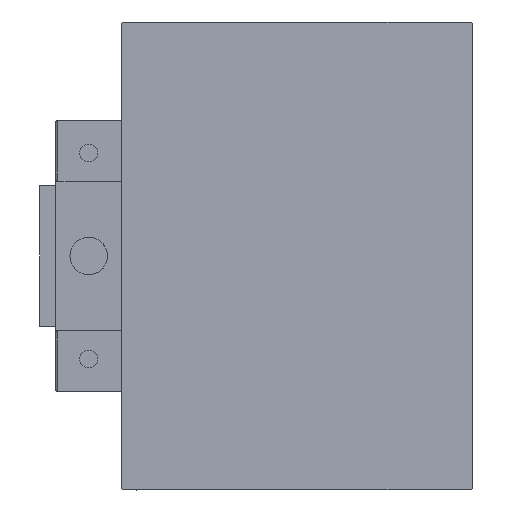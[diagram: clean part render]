
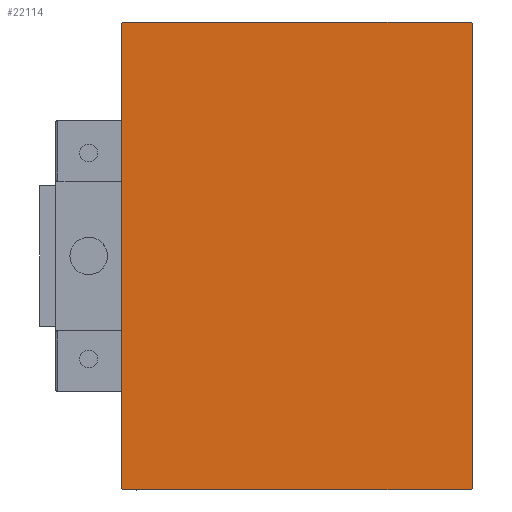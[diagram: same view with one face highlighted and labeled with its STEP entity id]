
A CAD part, left-side view. The second image highlights one B-rep face of the part: STEP entity #22114.
In plain terms, the highlighted face is planar.
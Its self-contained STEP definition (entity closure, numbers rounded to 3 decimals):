
#1142 = LINE ( 'NONE', #39600, #37076 ) ;
#1727 = VECTOR ( 'NONE', #24087, 1000. ) ;
#2711 = ORIENTED_EDGE ( 'NONE', *, *, #9079, .T. ) ;
#2986 = EDGE_CURVE ( 'NONE', #50431, #27884, #47345, .T. ) ;
#4038 = ORIENTED_EDGE ( 'NONE', *, *, #31230, .T. ) ;
#4226 = VECTOR ( 'NONE', #46416, 1000. ) ;
#4785 = VERTEX_POINT ( 'NONE', #7224 ) ;
#6107 = VERTEX_POINT ( 'NONE', #34042 ) ;
#7224 = CARTESIAN_POINT ( 'NONE',  ( 153., 37.5, 49.7 ) ) ;
#7438 = LINE ( 'NONE', #8445, #1727 ) ;
#7566 = CARTESIAN_POINT ( 'NONE',  ( 153., -37.5, -50. ) ) ;
#8445 = CARTESIAN_POINT ( 'NONE',  ( 153., 37.5, 50. ) ) ;
#8608 = CARTESIAN_POINT ( 'NONE',  ( 153., -37.5, 50. ) ) ;
#9079 = EDGE_CURVE ( 'NONE', #42686, #50431, #36475, .T. ) ;
#9876 = AXIS2_PLACEMENT_3D ( 'NONE', #12975, #28870, #40407 ) ;
#10123 = LINE ( 'NONE', #25762, #10669 ) ;
#10669 = VECTOR ( 'NONE', #21924, 1000. ) ;
#10846 = VECTOR ( 'NONE', #43736, 1000. ) ;
#11224 = ORIENTED_EDGE ( 'NONE', *, *, #2986, .T. ) ;
#11791 = CARTESIAN_POINT ( 'NONE',  ( 153., 37.5, -50. ) ) ;
#12678 = DIRECTION ( 'NONE',  ( 0., 0.707, -0.707 ) ) ;
#12975 = CARTESIAN_POINT ( 'NONE',  ( 153., 0., 0. ) ) ;
#14867 = CARTESIAN_POINT ( 'NONE',  ( 153., 37.2, -50. ) ) ;
#15167 = ORIENTED_EDGE ( 'NONE', *, *, #23976, .T. ) ;
#16992 = CARTESIAN_POINT ( 'NONE',  ( 153., -43.6, 43.6 ) ) ;
#18540 = CARTESIAN_POINT ( 'NONE',  ( 153., 43.6, 43.6 ) ) ;
#18740 = ORIENTED_EDGE ( 'NONE', *, *, #22986, .T. ) ;
#18793 = DIRECTION ( 'NONE',  ( 0., -0.707, 0.707 ) ) ;
#19179 = CARTESIAN_POINT ( 'NONE',  ( 153., -37.5, 49.7 ) ) ;
#19971 = VERTEX_POINT ( 'NONE', #39833 ) ;
#21221 = EDGE_LOOP ( 'NONE', ( #34097, #41978, #15167, #4038, #18740, #2711, #11224, #24374 ) ) ;
#21924 = DIRECTION ( 'NONE',  ( 0., 0.707, 0.707 ) ) ;
#22114 = ADVANCED_FACE ( 'NONE', ( #40153 ), #28616, .T. ) ;
#22195 = EDGE_CURVE ( 'NONE', #37507, #6107, #10123, .T. ) ;
#22986 = EDGE_CURVE ( 'NONE', #19971, #42686, #7438, .T. ) ;
#23188 = DIRECTION ( 'NONE',  ( 0., 1., 0. ) ) ;
#23976 = EDGE_CURVE ( 'NONE', #6107, #4785, #30782, .T. ) ;
#24087 = DIRECTION ( 'NONE',  ( 0., -1., 0. ) ) ;
#24374 = ORIENTED_EDGE ( 'NONE', *, *, #34247, .T. ) ;
#25762 = CARTESIAN_POINT ( 'NONE',  ( 153., 43.6, -43.6 ) ) ;
#25876 = VECTOR ( 'NONE', #27518, 1000. ) ;
#26480 = LINE ( 'NONE', #18540, #45995 ) ;
#27518 = DIRECTION ( 'NONE',  ( 0., -0.707, -0.707 ) ) ;
#27884 = VERTEX_POINT ( 'NONE', #46020 ) ;
#27958 = EDGE_CURVE ( 'NONE', #28940, #37507, #42674, .T. ) ;
#28616 = PLANE ( 'NONE',  #9876 ) ;
#28870 = DIRECTION ( 'NONE',  ( 1., 0., 0. ) ) ;
#28940 = VERTEX_POINT ( 'NONE', #40866 ) ;
#30782 = LINE ( 'NONE', #11791, #4226 ) ;
#31230 = EDGE_CURVE ( 'NONE', #4785, #19971, #26480, .T. ) ;
#34042 = CARTESIAN_POINT ( 'NONE',  ( 153., 37.5, -49.7 ) ) ;
#34097 = ORIENTED_EDGE ( 'NONE', *, *, #27958, .T. ) ;
#34247 = EDGE_CURVE ( 'NONE', #27884, #28940, #1142, .T. ) ;
#36475 = LINE ( 'NONE', #16992, #25876 ) ;
#37076 = VECTOR ( 'NONE', #12678, 1000. ) ;
#37507 = VERTEX_POINT ( 'NONE', #14867 ) ;
#39600 = CARTESIAN_POINT ( 'NONE',  ( 153., -43.6, -43.6 ) ) ;
#39833 = CARTESIAN_POINT ( 'NONE',  ( 153., 37.2, 50. ) ) ;
#40153 = FACE_OUTER_BOUND ( 'NONE', #21221, .T. ) ;
#40375 = VECTOR ( 'NONE', #23188, 1000. ) ;
#40407 = DIRECTION ( 'NONE',  ( 0., 0., -1. ) ) ;
#40866 = CARTESIAN_POINT ( 'NONE',  ( 153., -37.2, -50. ) ) ;
#41978 = ORIENTED_EDGE ( 'NONE', *, *, #22195, .T. ) ;
#42674 = LINE ( 'NONE', #7566, #40375 ) ;
#42686 = VERTEX_POINT ( 'NONE', #45872 ) ;
#43736 = DIRECTION ( 'NONE',  ( 0., 0., -1. ) ) ;
#45872 = CARTESIAN_POINT ( 'NONE',  ( 153., -37.2, 50. ) ) ;
#45995 = VECTOR ( 'NONE', #18793, 1000. ) ;
#46020 = CARTESIAN_POINT ( 'NONE',  ( 153., -37.5, -49.7 ) ) ;
#46416 = DIRECTION ( 'NONE',  ( 0., 0., 1. ) ) ;
#47345 = LINE ( 'NONE', #8608, #10846 ) ;
#50431 = VERTEX_POINT ( 'NONE', #19179 ) ;
